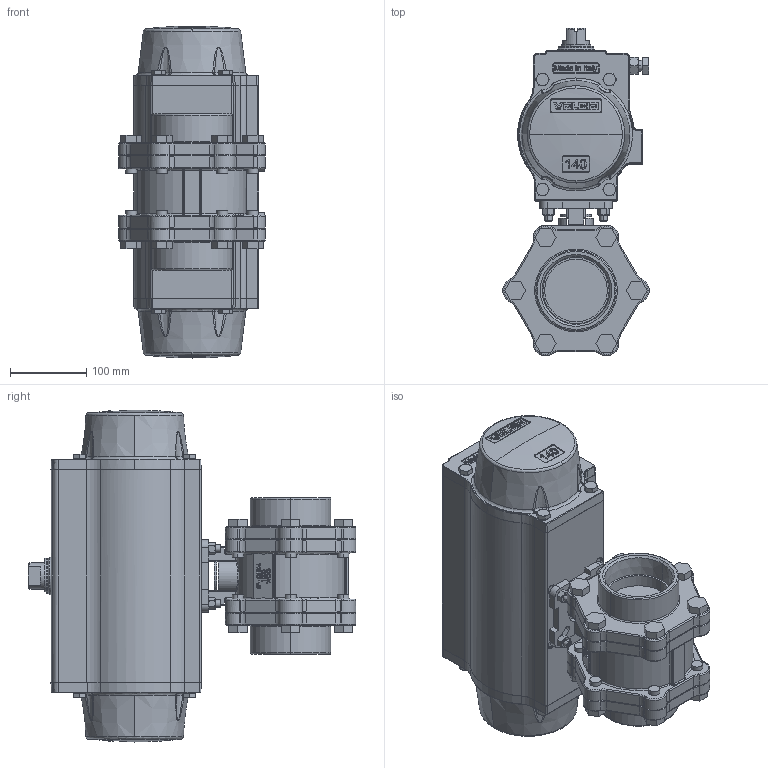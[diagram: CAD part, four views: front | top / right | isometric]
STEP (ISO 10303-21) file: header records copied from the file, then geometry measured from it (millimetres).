
FILE_DESCRIPTION (( 'STEP AP203' ), '1' );
FILE_NAME ('4700-300F_UT-4.5.STEP', '2017-11-17T14:20:13', ( '' ), ( '' ), 'SwSTEP 2.0', 'SolidWorks 2014', '' );
FILE_SCHEMA (( 'CONFIG_CONTROL_DESIGN' ));
Length unit declared in the file: inch
Products named in the file (1): 4700-300F_UT-4.5
Bounding box: 192.09 x 429.22 x 435.1 mm (x, y, z)
Surface area: 519827.8 mm2 (no closed solid volume)
Topology: 0 solids, 22 shells, 1736 faces, 5461 edges, 3617 vertices
Faces by surface type: plane 668, cylinder 352, bspline 302, cone 230, torus 122, sphere 62
Entity records: 86209 total; most frequent: CARTESIAN_POINT 41259, ORIENTED_EDGE 9225, DIRECTION 8700, EDGE_CURVE 5437, VERTEX_POINT 3613, AXIS2_PLACEMENT_3D 3228, LINE 2244, VECTOR 2244
